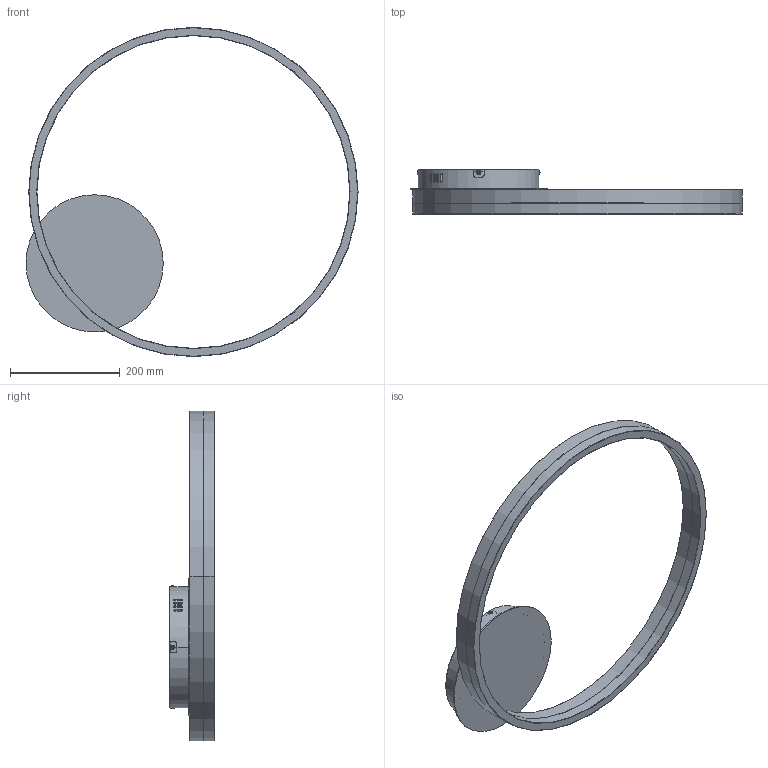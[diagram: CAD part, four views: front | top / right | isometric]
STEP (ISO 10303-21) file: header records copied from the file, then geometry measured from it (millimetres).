
FILE_DESCRIPTION((''),'2;1');
FILE_NAME('XDD-001_ASM','2023-03-30T23:57:30',('Administrator'),(''),'CREO PARAMETRIC BY PTC INC, 2020053','CREO PARAMETRIC BY PTC INC, 2020053','');
FILE_SCHEMA(('CONFIG_CONTROL_DESIGN'));
Length unit declared in the file: millimetre
Products named in the file (6): XDD-001-01; XDD-001-02; TM4X8; XDD-001-03; XDD-001-04; XDD-001_ASM
Assembly tree (9 placements, depth 2):
  XDD-001_ASM
    XDD-001-01
    XDD-001-02  x2
    TM4X8  x4
    XDD-001-03
    XDD-001-04
Bounding box: 605 x 82 x 600 mm (x, y, z)
Volume: 1371385.7 mm3; surface area: 441425.6 mm2
Topology: 9 solids, 9 shells, 422 faces, 1146 edges, 744 vertices
Faces by surface type: cylinder 194, plane 156, torus 32, bspline 24, sphere 8, cone 8
Entity records: 9249 total; most frequent: CARTESIAN_POINT 4202, ORIENTED_EDGE 1050, DIRECTION 987, EDGE_CURVE 525, AXIS2_PLACEMENT_3D 371, VERTEX_POINT 341, VECTOR 245, LINE 245
